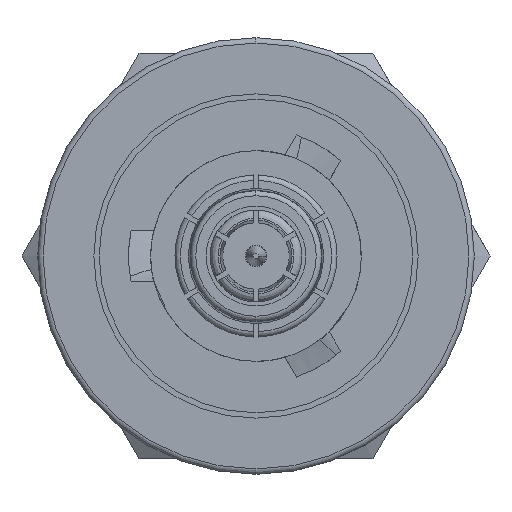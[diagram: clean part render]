
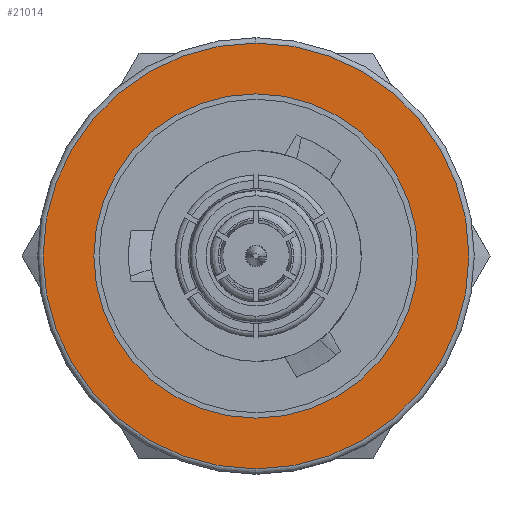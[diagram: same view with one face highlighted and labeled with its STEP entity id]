
A CAD part, left-side view. The second image highlights one B-rep face of the part: STEP entity #21014.
In plain terms, the highlighted planar face has unit normal (-1, 0, 0).
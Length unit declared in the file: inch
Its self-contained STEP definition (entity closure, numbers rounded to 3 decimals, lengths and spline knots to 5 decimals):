
#730 = FACE_OUTER_BOUND ( 'NONE', #27570, .T. ) ;
#1462 = VERTEX_POINT ( 'NONE', #27010 ) ;
#3184 = EDGE_CURVE ( 'NONE', #10178, #4571, #24162, .T. ) ;
#4014 = AXIS2_PLACEMENT_3D ( 'NONE', #30553, #26002, #4314 ) ;
#4314 = DIRECTION ( 'NONE',  ( 0., 0., -1. ) ) ;
#4336 = EDGE_CURVE ( 'NONE', #1462, #7199, #25454, .T. ) ;
#4571 = VERTEX_POINT ( 'NONE', #14396 ) ;
#5001 = CARTESIAN_POINT ( 'NONE',  ( -0.85374, 0., -0.275 ) ) ;
#6124 = DIRECTION ( 'NONE',  ( 0., 0., -1. ) ) ;
#7199 = VERTEX_POINT ( 'NONE', #5001 ) ;
#7305 = AXIS2_PLACEMENT_3D ( 'NONE', #12061, #21630, #28784 ) ;
#9502 = EDGE_CURVE ( 'NONE', #7199, #1462, #25747, .T. ) ;
#9611 = DIRECTION ( 'NONE',  ( 1., 0., 0. ) ) ;
#10145 = EDGE_LOOP ( 'NONE', ( #20178, #16858 ) ) ;
#10178 = VERTEX_POINT ( 'NONE', #24889 ) ;
#10945 = CARTESIAN_POINT ( 'NONE',  ( -0.85374, 0., 0. ) ) ;
#11742 = AXIS2_PLACEMENT_3D ( 'NONE', #18885, #9611, #28377 ) ;
#12061 = CARTESIAN_POINT ( 'NONE',  ( -0.85374, 0., 0. ) ) ;
#12761 = PLANE ( 'NONE',  #27737 ) ;
#13378 = EDGE_CURVE ( 'NONE', #4571, #10178, #15741, .T. ) ;
#14396 = CARTESIAN_POINT ( 'NONE',  ( -0.85374, 0., -0.394 ) ) ;
#15741 = CIRCLE ( 'NONE', #11742, 0.394 ) ;
#16858 = ORIENTED_EDGE ( 'NONE', *, *, #4336, .T. ) ;
#17455 = CARTESIAN_POINT ( 'NONE',  ( -0.85374, 0.394, 0. ) ) ;
#18885 = CARTESIAN_POINT ( 'NONE',  ( -0.85374, 0., 0. ) ) ;
#19702 = AXIS2_PLACEMENT_3D ( 'NONE', #10945, #20532, #6124 ) ;
#20178 = ORIENTED_EDGE ( 'NONE', *, *, #9502, .T. ) ;
#20298 = DIRECTION ( 'NONE',  ( 0., 0., -1. ) ) ;
#20532 = DIRECTION ( 'NONE',  ( 1., 0., 0. ) ) ;
#21014 = ADVANCED_FACE ( 'NONE', ( #730, #24933 ), #12761, .F. ) ;
#21630 = DIRECTION ( 'NONE',  ( 1., 0., 0. ) ) ;
#24162 = CIRCLE ( 'NONE', #19702, 0.394 ) ;
#24889 = CARTESIAN_POINT ( 'NONE',  ( -0.85374, 0., 0.394 ) ) ;
#24933 = FACE_BOUND ( 'NONE', #10145, .T. ) ;
#25454 = CIRCLE ( 'NONE', #4014, 0.275 ) ;
#25747 = CIRCLE ( 'NONE', #7305, 0.275 ) ;
#25812 = ORIENTED_EDGE ( 'NONE', *, *, #13378, .F. ) ;
#26002 = DIRECTION ( 'NONE',  ( 1., 0., 0. ) ) ;
#27010 = CARTESIAN_POINT ( 'NONE',  ( -0.85374, 0., 0.275 ) ) ;
#27118 = DIRECTION ( 'NONE',  ( 1., 0., 0. ) ) ;
#27570 = EDGE_LOOP ( 'NONE', ( #25812, #29186 ) ) ;
#27737 = AXIS2_PLACEMENT_3D ( 'NONE', #17455, #27118, #20298 ) ;
#28377 = DIRECTION ( 'NONE',  ( 0., 0., -1. ) ) ;
#28784 = DIRECTION ( 'NONE',  ( 0., 0., -1. ) ) ;
#29186 = ORIENTED_EDGE ( 'NONE', *, *, #3184, .F. ) ;
#30553 = CARTESIAN_POINT ( 'NONE',  ( -0.85374, 0., 0. ) ) ;
